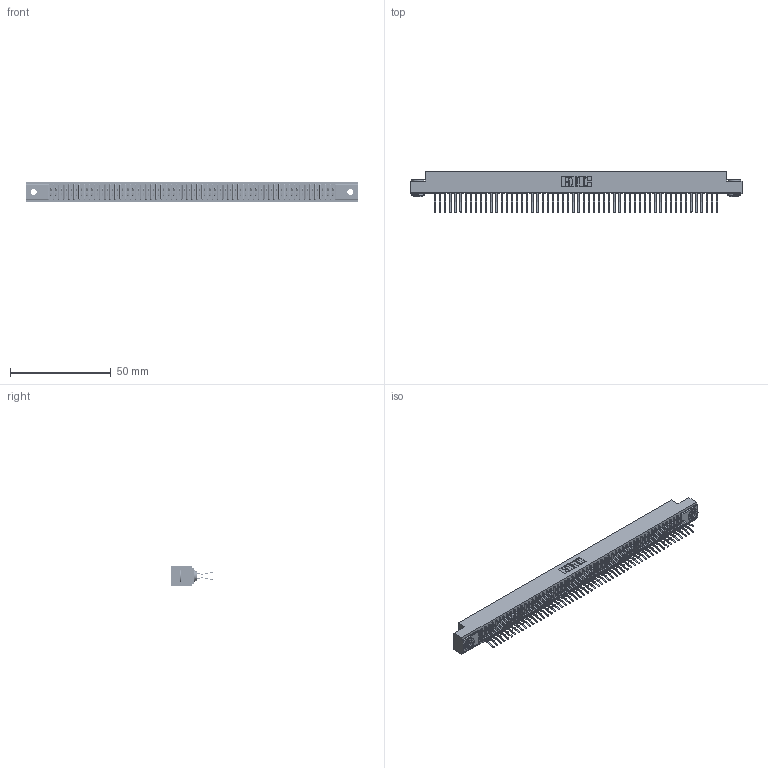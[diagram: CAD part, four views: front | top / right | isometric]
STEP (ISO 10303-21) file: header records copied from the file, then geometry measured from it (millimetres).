
FILE_DESCRIPTION (( 'STEP AP203' ), '1' );
FILE_NAME ('341-112-560-203.STEP', '2018-08-08T13:19:21', ( '' ), ( '' ), 'SwSTEP 2.0', 'SolidWorks 2016', '' );
FILE_SCHEMA (( 'CONFIG_CONTROL_DESIGN' ));
Length unit declared in the file: inch
Products named in the file (4): 341-292-001_341-292-160; 341-112-560-203; 341 Part_.156 (3.96) Dia Mounting Holes; 345-250-002_345-250-002-102
Assembly tree (115 placements, depth 2):
  341-112-560-203
    341 Part_.156 (3.96) Dia Mounting Holes
    341-292-001_341-292-160  x112
    345-250-002_345-250-002-102  x2
Bounding box: 164.47 x 20.37 x 10.16 mm (x, y, z)
Volume: 12269.8 mm3; surface area: 23295.7 mm2
Topology: 115 solids, 115 shells, 8008 faces, 23220 edges, 15062 vertices
Faces by surface type: plane 4572, cylinder 3204, sphere 114, torus 110, cone 8
Entity records: 67112 total; most frequent: CARTESIAN_POINT 11137, ORIENTED_EDGE 11060, DIRECTION 10818, EDGE_CURVE 5530, LINE 4468, VECTOR 4468, VERTEX_POINT 3494, AXIS2_PLACEMENT_3D 3175
